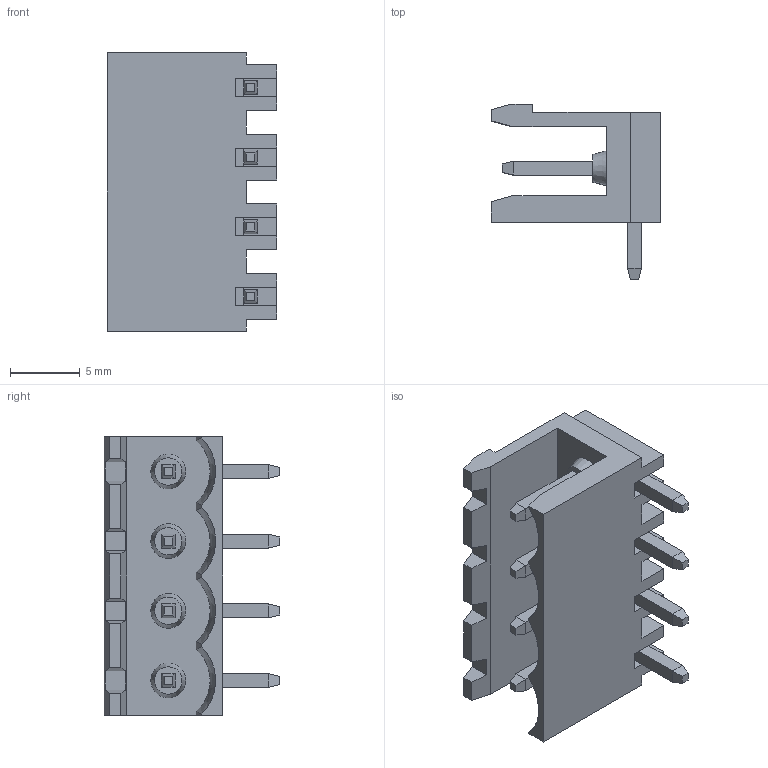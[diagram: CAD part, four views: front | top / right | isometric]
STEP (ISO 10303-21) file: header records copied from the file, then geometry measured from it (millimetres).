
FILE_DESCRIPTION(('STEP AP214'),'1');
FILE_NAME('PV04-5-H.stp','2021-03-31T15:56:54',(' '),(' '),'Spatial InterOp 3D',' ',' ');
FILE_SCHEMA(('automotive_design'));
Length unit declared in the file: metre
Products named in the file (1): 1
Bounding box: 12.2 x 12.6 x 20 mm (x, y, z)
Volume: 870.9 mm3; surface area: 1729.8 mm2
Topology: 1 solids, 1 shells, 239 faces, 602 edges, 384 vertices
Faces by surface type: plane 218, cylinder 12, cone 8, extrusion 1
Entity records: 8868 total; most frequent: CARTESIAN_POINT 1256, ORIENTED_EDGE 1188, DIRECTION 1099, EDGE_CURVE 594, VECTOR 549, LINE 548, VERTEX_POINT 380, AXIS2_PLACEMENT_3D 275
